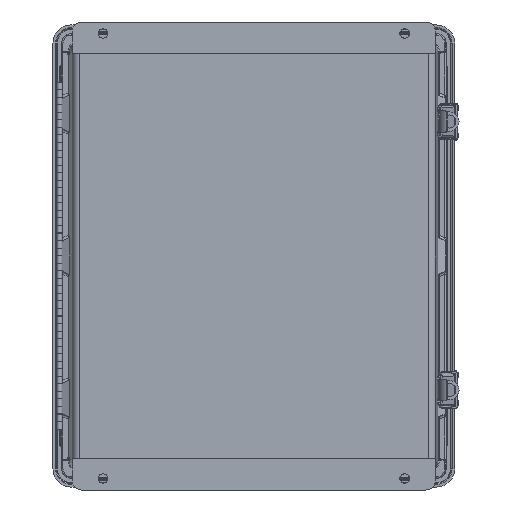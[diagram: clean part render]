
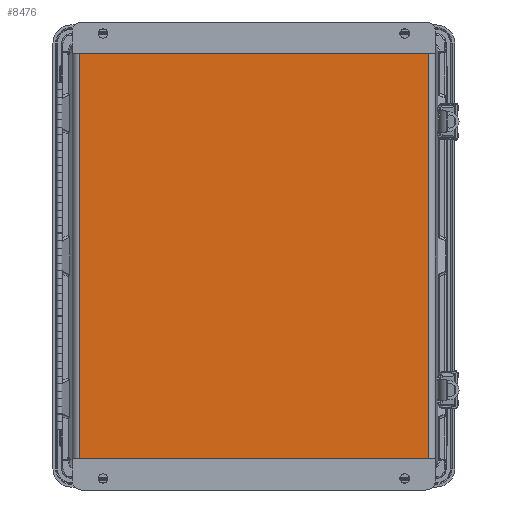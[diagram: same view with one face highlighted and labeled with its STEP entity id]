
A CAD part, front view. The second image highlights one B-rep face of the part: STEP entity #8476.
In plain terms, the highlighted planar face has unit normal (0, -1, 0).
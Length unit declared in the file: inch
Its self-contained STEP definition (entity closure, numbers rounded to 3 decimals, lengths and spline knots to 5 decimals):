
#904 = AXIS2_PLACEMENT_3D ( 'NONE', #29956, #33108, #1969 ) ;
#1969 = DIRECTION ( 'NONE',  ( 0., 0., 1. ) ) ;
#2188 = LINE ( 'NONE', #39074, #7611 ) ;
#4968 = VECTOR ( 'NONE', #38475, 39.37008 ) ;
#7611 = VECTOR ( 'NONE', #23213, 39.37008 ) ;
#8476 = ADVANCED_FACE ( 'NONE', ( #14672 ), #17327, .F. ) ;
#9830 = EDGE_LOOP ( 'NONE', ( #21181, #11636, #31288, #26827 ) ) ;
#11636 = ORIENTED_EDGE ( 'NONE', *, *, #26529, .F. ) ;
#11813 = VECTOR ( 'NONE', #27389, 39.37008 ) ;
#11829 = CARTESIAN_POINT ( 'NONE',  ( 6.11811, 0.05906, -1.04331 ) ) ;
#12568 = EDGE_CURVE ( 'NONE', #39516, #27204, #26644, .T. ) ;
#13225 = EDGE_CURVE ( 'NONE', #23111, #27623, #37774, .T. ) ;
#14672 = FACE_OUTER_BOUND ( 'NONE', #9830, .T. ) ;
#15282 = LINE ( 'NONE', #11829, #11813 ) ;
#17327 = PLANE ( 'NONE',  #904 ) ;
#18258 = VECTOR ( 'NONE', #18571, 39.37008 ) ;
#18571 = DIRECTION ( 'NONE',  ( 0., 0., 1. ) ) ;
#21181 = ORIENTED_EDGE ( 'NONE', *, *, #13225, .F. ) ;
#23040 = EDGE_CURVE ( 'NONE', #27204, #27623, #15282, .T. ) ;
#23111 = VERTEX_POINT ( 'NONE', #40442 ) ;
#23213 = DIRECTION ( 'NONE',  ( -1., 0., 0. ) ) ;
#26529 = EDGE_CURVE ( 'NONE', #39516, #23111, #2188, .T. ) ;
#26644 = LINE ( 'NONE', #34881, #18258 ) ;
#26827 = ORIENTED_EDGE ( 'NONE', *, *, #23040, .T. ) ;
#27204 = VERTEX_POINT ( 'NONE', #27308 ) ;
#27308 = CARTESIAN_POINT ( 'NONE',  ( 5.78771, 0.05906, -1.04331 ) ) ;
#27389 = DIRECTION ( 'NONE',  ( -1., 0., 0. ) ) ;
#27623 = VERTEX_POINT ( 'NONE', #40041 ) ;
#29956 = CARTESIAN_POINT ( 'NONE',  ( 6.11811, 0.05906, -1.04331 ) ) ;
#30018 = CARTESIAN_POINT ( 'NONE',  ( 5.78771, 0.05906, -14.4685 ) ) ;
#31288 = ORIENTED_EDGE ( 'NONE', *, *, #12568, .T. ) ;
#33108 = DIRECTION ( 'NONE',  ( 0., 1., 0. ) ) ;
#34881 = CARTESIAN_POINT ( 'NONE',  ( 5.78771, 0.05906, -1.04331 ) ) ;
#35866 = CARTESIAN_POINT ( 'NONE',  ( -5.78771, 0.05906, -1.04331 ) ) ;
#37774 = LINE ( 'NONE', #35866, #4968 ) ;
#38475 = DIRECTION ( 'NONE',  ( 0., 0., 1. ) ) ;
#39074 = CARTESIAN_POINT ( 'NONE',  ( 6.11811, 0.05906, -14.4685 ) ) ;
#39516 = VERTEX_POINT ( 'NONE', #30018 ) ;
#40041 = CARTESIAN_POINT ( 'NONE',  ( -5.78771, 0.05906, -1.04331 ) ) ;
#40442 = CARTESIAN_POINT ( 'NONE',  ( -5.78771, 0.05906, -14.4685 ) ) ;
